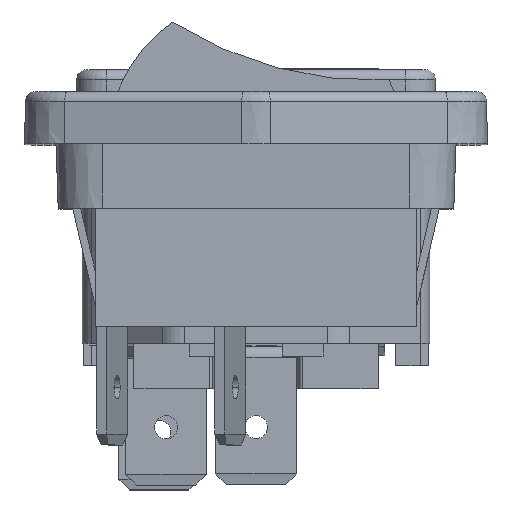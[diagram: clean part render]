
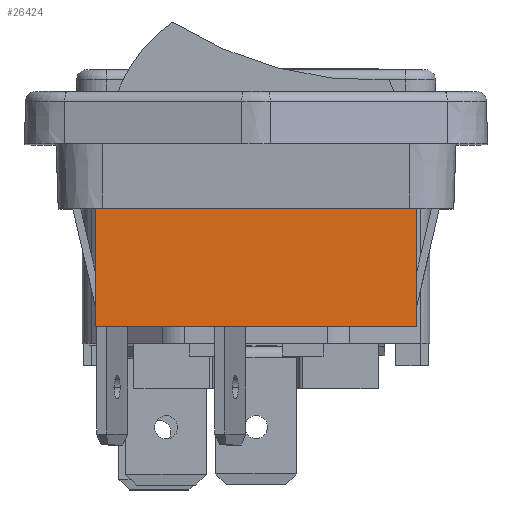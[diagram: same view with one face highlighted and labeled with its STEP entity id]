
A CAD part, top view. The second image highlights one B-rep face of the part: STEP entity #26424.
In plain terms, the highlighted planar face has unit normal (0, 0, 1).
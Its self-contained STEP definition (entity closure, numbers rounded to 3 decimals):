
#1571 = VECTOR ( 'NONE', #30445, 1000. ) ;
#1651 = ORIENTED_EDGE ( 'NONE', *, *, #27178, .T. ) ;
#5747 = LINE ( 'NONE', #47344, #44373 ) ;
#6488 = DIRECTION ( 'NONE',  ( 0., 1., 0. ) ) ;
#7035 = CARTESIAN_POINT ( 'NONE',  ( -12.498, -18.283, 22.694 ) ) ;
#7227 = LINE ( 'NONE', #49596, #1571 ) ;
#10984 = EDGE_LOOP ( 'NONE', ( #1651, #48982, #25529, #24929 ) ) ;
#12302 = EDGE_CURVE ( 'NONE', #34997, #40601, #21891, .T. ) ;
#14352 = FACE_OUTER_BOUND ( 'NONE', #10984, .T. ) ;
#16807 = CARTESIAN_POINT ( 'NONE',  ( -12.498, -18.283, 22.694 ) ) ;
#18840 = CARTESIAN_POINT ( 'NONE',  ( 12.503, -18.283, 22.694 ) ) ;
#19355 = CARTESIAN_POINT ( 'NONE',  ( 12.503, -2.083, 22.694 ) ) ;
#21891 = LINE ( 'NONE', #25426, #28537 ) ;
#21991 = VERTEX_POINT ( 'NONE', #16807 ) ;
#24929 = ORIENTED_EDGE ( 'NONE', *, *, #32966, .F. ) ;
#25426 = CARTESIAN_POINT ( 'NONE',  ( 12.503, -18.283, 22.694 ) ) ;
#25529 = ORIENTED_EDGE ( 'NONE', *, *, #35023, .F. ) ;
#26424 = ADVANCED_FACE ( 'NONE', ( #14352 ), #45375, .T. ) ;
#27178 = EDGE_CURVE ( 'NONE', #21991, #34997, #33843, .T. ) ;
#28537 = VECTOR ( 'NONE', #6488, 1000. ) ;
#30445 = DIRECTION ( 'NONE',  ( 1., 0., 0. ) ) ;
#32016 = VERTEX_POINT ( 'NONE', #47461 ) ;
#32752 = DIRECTION ( 'NONE',  ( 0., 1., 0. ) ) ;
#32966 = EDGE_CURVE ( 'NONE', #21991, #32016, #5747, .T. ) ;
#33546 = DIRECTION ( 'NONE',  ( 0., -1., 0. ) ) ;
#33843 = LINE ( 'NONE', #42387, #37217 ) ;
#34997 = VERTEX_POINT ( 'NONE', #18840 ) ;
#35023 = EDGE_CURVE ( 'NONE', #32016, #40601, #7227, .T. ) ;
#37217 = VECTOR ( 'NONE', #45431, 1000. ) ;
#38082 = AXIS2_PLACEMENT_3D ( 'NONE', #7035, #41360, #33546 ) ;
#40601 = VERTEX_POINT ( 'NONE', #19355 ) ;
#41360 = DIRECTION ( 'NONE',  ( 0., 0., 1. ) ) ;
#42387 = CARTESIAN_POINT ( 'NONE',  ( -12.498, -18.283, 22.694 ) ) ;
#44373 = VECTOR ( 'NONE', #32752, 1000. ) ;
#45375 = PLANE ( 'NONE',  #38082 ) ;
#45431 = DIRECTION ( 'NONE',  ( 1., 0., 0. ) ) ;
#47344 = CARTESIAN_POINT ( 'NONE',  ( -12.498, -18.283, 22.694 ) ) ;
#47461 = CARTESIAN_POINT ( 'NONE',  ( -12.498, -2.083, 22.694 ) ) ;
#48982 = ORIENTED_EDGE ( 'NONE', *, *, #12302, .T. ) ;
#49596 = CARTESIAN_POINT ( 'NONE',  ( -12.498, -2.083, 22.694 ) ) ;
